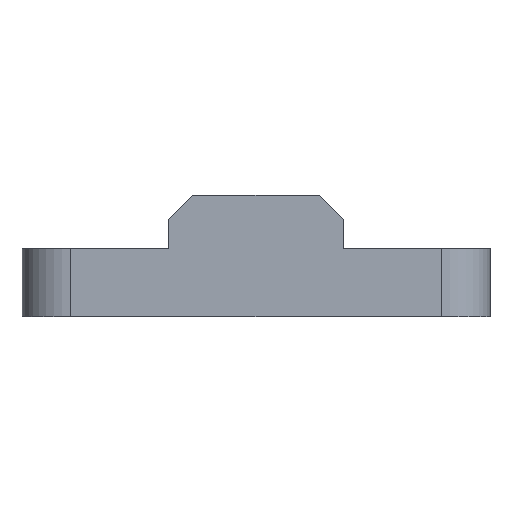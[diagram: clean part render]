
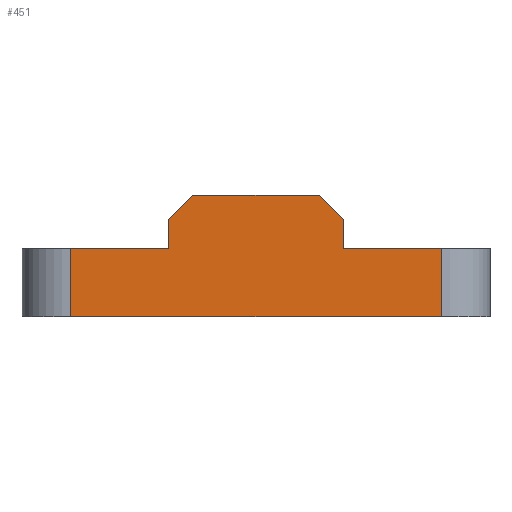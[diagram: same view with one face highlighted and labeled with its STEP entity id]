
A CAD part, front view. The second image highlights one B-rep face of the part: STEP entity #451.
In plain terms, the highlighted planar face has unit normal (0, -1, 0).
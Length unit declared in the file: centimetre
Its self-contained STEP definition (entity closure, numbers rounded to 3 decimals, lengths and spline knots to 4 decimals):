
#15=PLANE($,#486);
#35=FACE_OUTER_BOUND($,#59,.T.);
#59=EDGE_LOOP($,(#340,#341,#342,#343,#344,#345,#346,#347,#348,#349));
#78=LINE($,#643,#132);
#83=LINE($,#655,#137);
#93=LINE($,#686,#147);
#96=LINE($,#693,#150);
#97=LINE($,#695,#151);
#98=LINE($,#697,#152);
#99=LINE($,#699,#153);
#100=LINE($,#701,#154);
#101=LINE($,#703,#155);
#102=LINE($,#704,#156);
#132=VECTOR($,#515,0.28);
#137=VECTOR($,#526,1.52);
#147=VECTOR($,#550,0.28);
#150=VECTOR($,#557,0.4);
#151=VECTOR($,#558,0.12);
#152=VECTOR($,#559,0.1414);
#153=VECTOR($,#560,0.52);
#154=VECTOR($,#561,0.1414);
#155=VECTOR($,#562,0.12);
#156=VECTOR($,#563,0.4);
#199=VERTEX_POINT($,#640);
#200=VERTEX_POINT($,#642);
#204=VERTEX_POINT($,#654);
#217=VERTEX_POINT($,#682);
#220=VERTEX_POINT($,#692);
#221=VERTEX_POINT($,#694);
#222=VERTEX_POINT($,#696);
#223=VERTEX_POINT($,#698);
#224=VERTEX_POINT($,#700);
#225=VERTEX_POINT($,#702);
#243=EDGE_CURVE($,#199,#200,#78,.T.);
#249=EDGE_CURVE($,#200,#204,#83,.F.);
#265=EDGE_CURVE($,#204,#217,#93,.T.);
#268=EDGE_CURVE($,#199,#220,#96,.F.);
#269=EDGE_CURVE($,#220,#221,#97,.T.);
#270=EDGE_CURVE($,#221,#222,#98,.T.);
#271=EDGE_CURVE($,#223,#222,#99,.T.);
#272=EDGE_CURVE($,#224,#223,#100,.F.);
#273=EDGE_CURVE($,#225,#224,#101,.F.);
#274=EDGE_CURVE($,#217,#225,#102,.T.);
#340=ORIENTED_EDGE($,*,*,#243,.F.);
#341=ORIENTED_EDGE($,*,*,#268,.T.);
#342=ORIENTED_EDGE($,*,*,#269,.T.);
#343=ORIENTED_EDGE($,*,*,#270,.T.);
#344=ORIENTED_EDGE($,*,*,#271,.F.);
#345=ORIENTED_EDGE($,*,*,#272,.F.);
#346=ORIENTED_EDGE($,*,*,#273,.F.);
#347=ORIENTED_EDGE($,*,*,#274,.F.);
#348=ORIENTED_EDGE($,*,*,#265,.F.);
#349=ORIENTED_EDGE($,*,*,#249,.F.);
#451=ADVANCED_FACE($,(#35),#15,.T.);
#486=AXIS2_PLACEMENT_3D($,#691,#555,#556);
#515=DIRECTION($,(0.,0.,-1.));
#526=DIRECTION($,(1.,0.,0.));
#550=DIRECTION($,(0.,0.,1.));
#555=DIRECTION('center_axis',(0.,-1.,0.));
#556=DIRECTION('ref_axis',(1.,0.,0.));
#557=DIRECTION($,(1.,0.,0.));
#558=DIRECTION($,(0.,0.,1.));
#559=DIRECTION($,(-0.707,0.,0.707));
#560=DIRECTION($,(1.,0.,0.));
#561=DIRECTION($,(-0.707,0.,-0.707));
#562=DIRECTION($,(0.,0.,-1.));
#563=DIRECTION($,(1.,0.,0.));
#640=CARTESIAN_POINT('',(-2.74,7.15,-0.27));
#642=CARTESIAN_POINT('',(-2.74,7.15,-0.55));
#643=CARTESIAN_POINT($,(-2.74,7.15,-0.55));
#654=CARTESIAN_POINT('',(-4.26,7.15,-0.55));
#655=CARTESIAN_POINT($,(-2.915,7.15,-0.55));
#682=CARTESIAN_POINT('',(-4.26,7.15,-0.27));
#686=CARTESIAN_POINT($,(-4.26,7.15,-0.55));
#691=CARTESIAN_POINT('Origin',(-3.9,7.15,-0.55));
#692=CARTESIAN_POINT('',(-3.14,7.15,-0.27));
#693=CARTESIAN_POINT($,(-2.915,7.15,-0.27));
#694=CARTESIAN_POINT('',(-3.14,7.15,-0.15));
#695=CARTESIAN_POINT($,(-3.14,7.15,-0.55));
#696=CARTESIAN_POINT('',(-3.24,7.15,-0.05));
#697=CARTESIAN_POINT($,(-3.255,7.15,-0.035));
#698=CARTESIAN_POINT('',(-3.76,7.15,-0.05));
#699=CARTESIAN_POINT($,(-2.915,7.15,-0.05));
#700=CARTESIAN_POINT('',(-3.86,7.15,-0.15));
#701=CARTESIAN_POINT($,(-3.945,7.15,-0.235));
#702=CARTESIAN_POINT('',(-3.86,7.15,-0.27));
#703=CARTESIAN_POINT($,(-3.86,7.15,-0.55));
#704=CARTESIAN_POINT($,(-2.915,7.15,-0.27));
